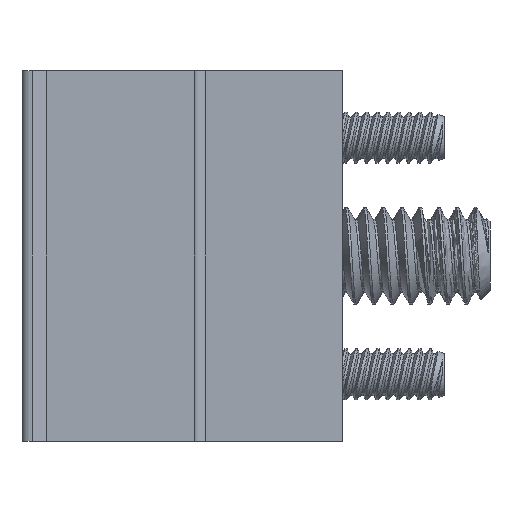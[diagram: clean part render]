
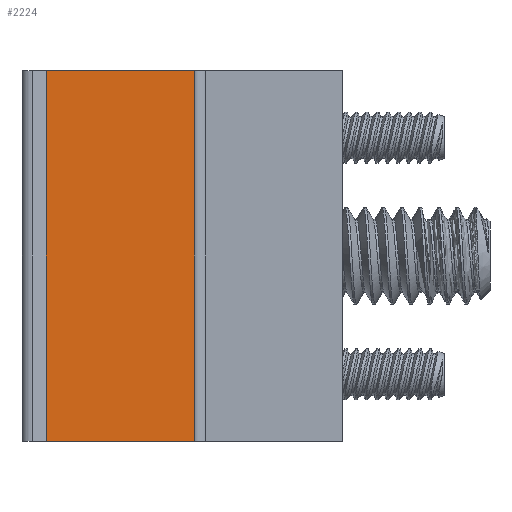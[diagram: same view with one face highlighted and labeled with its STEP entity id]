
A CAD part, left-side view. The second image highlights one B-rep face of the part: STEP entity #2224.
In plain terms, the highlighted planar face has unit normal (-1, 0, 0).
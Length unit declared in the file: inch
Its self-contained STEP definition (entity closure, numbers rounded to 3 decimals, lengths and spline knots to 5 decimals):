
#292 = VECTOR ( 'NONE', #8129, 39.37008 ) ;
#665 = AXIS2_PLACEMENT_3D ( 'NONE', #9025, #4688, #10814 ) ;
#2121 = LINE ( 'NONE', #6378, #292 ) ;
#2224 = ADVANCED_FACE ( 'NONE', ( #7016 ), #3816, .T. ) ;
#2471 = EDGE_CURVE ( 'NONE', #8775, #7078, #3071, .T. ) ;
#2687 = DIRECTION ( 'NONE',  ( 0., 0., -1. ) ) ;
#2745 = EDGE_CURVE ( 'NONE', #3147, #7078, #3490, .T. ) ;
#2877 = EDGE_CURVE ( 'NONE', #4580, #3147, #2121, .T. ) ;
#3071 = LINE ( 'NONE', #10112, #5385 ) ;
#3147 = VERTEX_POINT ( 'NONE', #10674 ) ;
#3261 = DIRECTION ( 'NONE',  ( 0., 0., 1. ) ) ;
#3331 = ORIENTED_EDGE ( 'NONE', *, *, #2471, .T. ) ;
#3490 = LINE ( 'NONE', #8763, #9877 ) ;
#3816 = PLANE ( 'NONE',  #665 ) ;
#4546 = ORIENTED_EDGE ( 'NONE', *, *, #2877, .F. ) ;
#4580 = VERTEX_POINT ( 'NONE', #8303 ) ;
#4601 = ORIENTED_EDGE ( 'NONE', *, *, #2745, .F. ) ;
#4688 = DIRECTION ( 'NONE',  ( -1., 0., 0. ) ) ;
#4774 = CARTESIAN_POINT ( 'NONE',  ( -0.5625, 0., -0.3125 ) ) ;
#5385 = VECTOR ( 'NONE', #10150, 39.37008 ) ;
#5625 = VECTOR ( 'NONE', #3261, 39.37008 ) ;
#6050 = EDGE_CURVE ( 'NONE', #8775, #4580, #7943, .T. ) ;
#6378 = CARTESIAN_POINT ( 'NONE',  ( -0.5625, 0., 0.3125 ) ) ;
#6700 = CARTESIAN_POINT ( 'NONE',  ( -0.5625, 0., -0.3125 ) ) ;
#7016 = FACE_OUTER_BOUND ( 'NONE', #7333, .T. ) ;
#7078 = VERTEX_POINT ( 'NONE', #11063 ) ;
#7333 = EDGE_LOOP ( 'NONE', ( #4601, #4546, #8160, #3331 ) ) ;
#7943 = LINE ( 'NONE', #6700, #5625 ) ;
#8129 = DIRECTION ( 'NONE',  ( 0., -1., 0. ) ) ;
#8160 = ORIENTED_EDGE ( 'NONE', *, *, #6050, .F. ) ;
#8303 = CARTESIAN_POINT ( 'NONE',  ( -0.5625, 0., 0.3125 ) ) ;
#8763 = CARTESIAN_POINT ( 'NONE',  ( -0.5625, -0.25, 0.3125 ) ) ;
#8775 = VERTEX_POINT ( 'NONE', #4774 ) ;
#9025 = CARTESIAN_POINT ( 'NONE',  ( -0.5625, 0., -0.3125 ) ) ;
#9877 = VECTOR ( 'NONE', #2687, 39.37008 ) ;
#10112 = CARTESIAN_POINT ( 'NONE',  ( -0.5625, 0., -0.3125 ) ) ;
#10150 = DIRECTION ( 'NONE',  ( 0., -1., 0. ) ) ;
#10674 = CARTESIAN_POINT ( 'NONE',  ( -0.5625, -0.25, 0.3125 ) ) ;
#10814 = DIRECTION ( 'NONE',  ( 0., -1., 0. ) ) ;
#11063 = CARTESIAN_POINT ( 'NONE',  ( -0.5625, -0.25, -0.3125 ) ) ;
